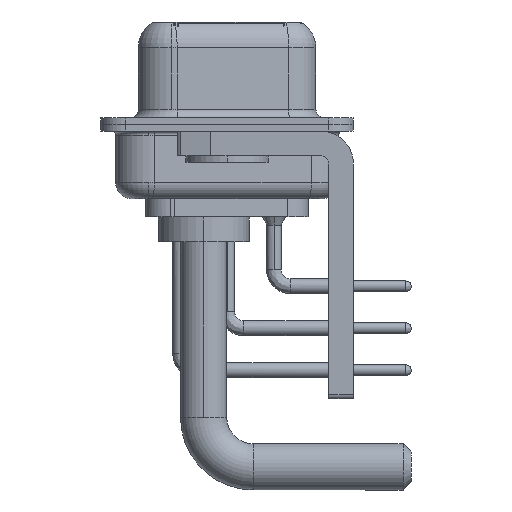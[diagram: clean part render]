
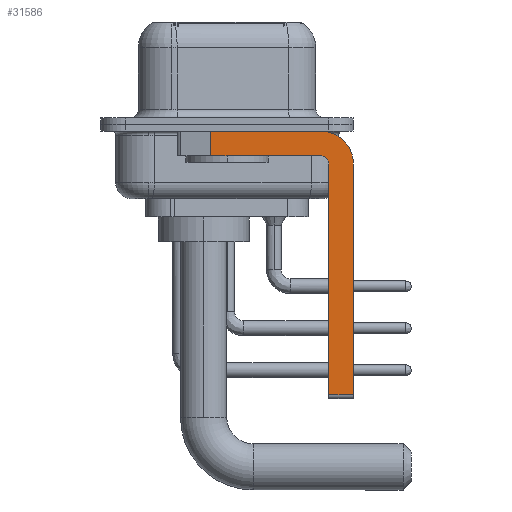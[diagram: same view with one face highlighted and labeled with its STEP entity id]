
A CAD part, left-side view. The second image highlights one B-rep face of the part: STEP entity #31586.
In plain terms, the highlighted planar face has unit normal (-1, 0, 0).
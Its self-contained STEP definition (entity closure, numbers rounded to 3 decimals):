
#819 = CARTESIAN_POINT ( 'NONE',  ( -2.9, -7.65, -2.4 ) ) ;
#925 = CARTESIAN_POINT ( 'NONE',  ( -2.9, -5.65, -2.4 ) ) ;
#1144 = ORIENTED_EDGE ( 'NONE', *, *, #13294, .F. ) ;
#1408 = DIRECTION ( 'NONE',  ( 1., 0., 0. ) ) ;
#2146 = ORIENTED_EDGE ( 'NONE', *, *, #3696, .F. ) ;
#3224 = CARTESIAN_POINT ( 'NONE',  ( -2.9, -5.65, -1.9 ) ) ;
#3696 = EDGE_CURVE ( 'NONE', #28618, #16197, #24186, .T. ) ;
#3737 = CARTESIAN_POINT ( 'NONE',  ( -2.9, 0.978, -1.9 ) ) ;
#4231 = AXIS2_PLACEMENT_3D ( 'NONE', #28521, #31220, #6118 ) ;
#4321 = EDGE_CURVE ( 'NONE', #28618, #7019, #12649, .T. ) ;
#4641 = CARTESIAN_POINT ( 'NONE',  ( -2.9, 0.978, -0.4 ) ) ;
#5198 = ORIENTED_EDGE ( 'NONE', *, *, #27596, .F. ) ;
#5547 = AXIS2_PLACEMENT_3D ( 'NONE', #925, #31938, #24166 ) ;
#5843 = CARTESIAN_POINT ( 'NONE',  ( -2.9, 3., -0.4 ) ) ;
#6118 = DIRECTION ( 'NONE',  ( 0., 0., 1. ) ) ;
#6473 = CARTESIAN_POINT ( 'NONE',  ( -2.9, -5.65, -2.4 ) ) ;
#6925 = ORIENTED_EDGE ( 'NONE', *, *, #24648, .T. ) ;
#7019 = VERTEX_POINT ( 'NONE', #3737 ) ;
#7316 = VERTEX_POINT ( 'NONE', #12982 ) ;
#7942 = VERTEX_POINT ( 'NONE', #26537 ) ;
#8126 = VERTEX_POINT ( 'NONE', #28198 ) ;
#8908 = CARTESIAN_POINT ( 'NONE',  ( -2.9, -6.15, -16.35 ) ) ;
#10391 = DIRECTION ( 'NONE',  ( 0., 0., -1. ) ) ;
#10872 = PLANE ( 'NONE',  #5547 ) ;
#11207 = CIRCLE ( 'NONE', #4231, 0.5 ) ;
#11212 = VECTOR ( 'NONE', #26560, 1000. ) ;
#11543 = FACE_OUTER_BOUND ( 'NONE', #27988, .T. ) ;
#12022 = DIRECTION ( 'NONE',  ( 0., 0., -1. ) ) ;
#12173 = CARTESIAN_POINT ( 'NONE',  ( -2.9, -5.65, -0.4 ) ) ;
#12649 = LINE ( 'NONE', #15007, #33287 ) ;
#12982 = CARTESIAN_POINT ( 'NONE',  ( -2.9, -6.15, -2.4 ) ) ;
#13153 = AXIS2_PLACEMENT_3D ( 'NONE', #6473, #1408, #12022 ) ;
#13294 = EDGE_CURVE ( 'NONE', #7316, #8126, #11207, .T. ) ;
#13494 = DIRECTION ( 'NONE',  ( 0., 1., 0. ) ) ;
#15007 = CARTESIAN_POINT ( 'NONE',  ( -2.9, 0.978, -1.9 ) ) ;
#15056 = ORIENTED_EDGE ( 'NONE', *, *, #26688, .F. ) ;
#15462 = ORIENTED_EDGE ( 'NONE', *, *, #24359, .F. ) ;
#15795 = LINE ( 'NONE', #31456, #19899 ) ;
#16034 = LINE ( 'NONE', #3224, #29549 ) ;
#16197 = VERTEX_POINT ( 'NONE', #12173 ) ;
#16514 = VECTOR ( 'NONE', #26288, 1000. ) ;
#16821 = VERTEX_POINT ( 'NONE', #819 ) ;
#17240 = DIRECTION ( 'NONE',  ( 0., 0., 1. ) ) ;
#19794 = EDGE_CURVE ( 'NONE', #16197, #16821, #23360, .T. ) ;
#19899 = VECTOR ( 'NONE', #10391, 1000. ) ;
#23360 = CIRCLE ( 'NONE', #13153, 2. ) ;
#23424 = CARTESIAN_POINT ( 'NONE',  ( -2.9, -5.65, -16.35 ) ) ;
#23772 = ORIENTED_EDGE ( 'NONE', *, *, #19794, .F. ) ;
#24166 = DIRECTION ( 'NONE',  ( 0., 0., -1. ) ) ;
#24186 = LINE ( 'NONE', #5843, #11212 ) ;
#24359 = EDGE_CURVE ( 'NONE', #25898, #7316, #24810, .T. ) ;
#24648 = EDGE_CURVE ( 'NONE', #25898, #7942, #31353, .T. ) ;
#24810 = LINE ( 'NONE', #32589, #32715 ) ;
#25278 = ORIENTED_EDGE ( 'NONE', *, *, #4321, .T. ) ;
#25898 = VERTEX_POINT ( 'NONE', #8908 ) ;
#26288 = DIRECTION ( 'NONE',  ( 0., -1., 0. ) ) ;
#26537 = CARTESIAN_POINT ( 'NONE',  ( -2.9, -7.65, -16.35 ) ) ;
#26560 = DIRECTION ( 'NONE',  ( 0., -1., 0. ) ) ;
#26688 = EDGE_CURVE ( 'NONE', #8126, #7019, #16034, .T. ) ;
#27596 = EDGE_CURVE ( 'NONE', #16821, #7942, #15795, .T. ) ;
#27797 = DIRECTION ( 'NONE',  ( 0., 0., -1. ) ) ;
#27988 = EDGE_LOOP ( 'NONE', ( #2146, #25278, #15056, #1144, #15462, #6925, #5198, #23772 ) ) ;
#28198 = CARTESIAN_POINT ( 'NONE',  ( -2.9, -5.65, -1.9 ) ) ;
#28521 = CARTESIAN_POINT ( 'NONE',  ( -2.9, -5.65, -2.4 ) ) ;
#28618 = VERTEX_POINT ( 'NONE', #4641 ) ;
#29549 = VECTOR ( 'NONE', #13494, 1000. ) ;
#31220 = DIRECTION ( 'NONE',  ( -1., 0., 0. ) ) ;
#31353 = LINE ( 'NONE', #23424, #16514 ) ;
#31456 = CARTESIAN_POINT ( 'NONE',  ( -2.9, -7.65, -2.4 ) ) ;
#31586 = ADVANCED_FACE ( 'NONE', ( #11543 ), #10872, .F. ) ;
#31938 = DIRECTION ( 'NONE',  ( 1., 0., 0. ) ) ;
#32589 = CARTESIAN_POINT ( 'NONE',  ( -2.9, -6.15, -16.6 ) ) ;
#32715 = VECTOR ( 'NONE', #17240, 1000. ) ;
#33287 = VECTOR ( 'NONE', #27797, 1000. ) ;
